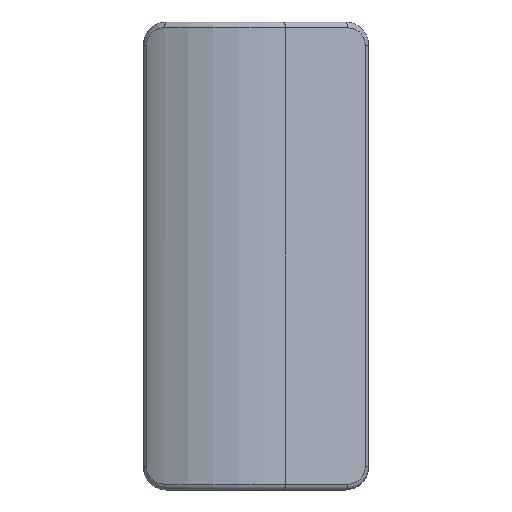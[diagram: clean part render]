
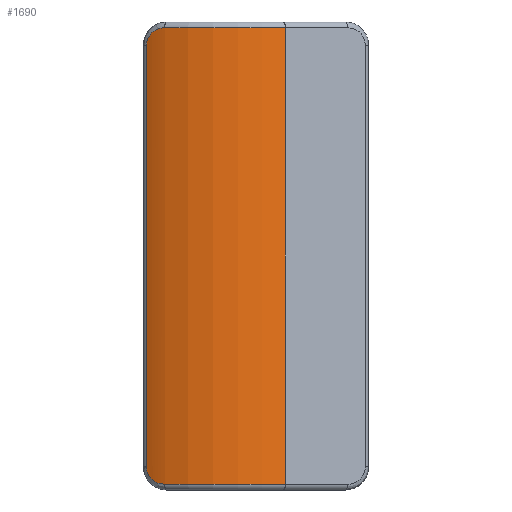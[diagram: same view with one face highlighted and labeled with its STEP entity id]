
A CAD part, left-side view. The second image highlights one B-rep face of the part: STEP entity #1690.
In plain terms, the highlighted cylindrical face has radius 13 mm (diameter 26 mm), a partial arc.
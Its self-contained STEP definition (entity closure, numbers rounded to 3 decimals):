
#67=B_SPLINE_CURVE_WITH_KNOTS('',3,(#2974,#2975,#2976,#2977,#2978),
 .UNSPECIFIED.,.F.,.F.,(4,1,4),(0.,0.106,
0.248),.UNSPECIFIED.);
#69=B_SPLINE_CURVE_WITH_KNOTS('',3,(#3044,#3045,#3046,#3047,#3048),
 .UNSPECIFIED.,.F.,.F.,(4,1,4),(0.981,1.123,1.229),
 .UNSPECIFIED.);
#128=LINE('',#2937,#258);
#131=LINE('',#3054,#261);
#258=VECTOR('',#2189,10.);
#261=VECTOR('',#2204,10.);
#357=CYLINDRICAL_SURFACE('',#1859,13.);
#428=FACE_OUTER_BOUND('',#533,.T.);
#533=EDGE_LOOP('',(#1328,#1329,#1330,#1331,#1332,#1333));
#646=CIRCLE('',#1845,13.);
#650=CIRCLE('',#1851,13.);
#779=VERTEX_POINT('',#2890);
#782=VERTEX_POINT('',#2925);
#783=VERTEX_POINT('',#2929);
#785=VERTEX_POINT('',#2934);
#786=VERTEX_POINT('',#2936);
#788=VERTEX_POINT('',#2966);
#970=EDGE_CURVE('',#782,#783,#646,.T.);
#972=EDGE_CURVE('',#785,#786,#128,.T.);
#977=EDGE_CURVE('',#786,#788,#67,.T.);
#979=EDGE_CURVE('',#783,#785,#69,.T.);
#980=EDGE_CURVE('',#788,#779,#650,.T.);
#983=EDGE_CURVE('',#782,#779,#131,.T.);
#1328=ORIENTED_EDGE('',*,*,#970,.F.);
#1329=ORIENTED_EDGE('',*,*,#983,.T.);
#1330=ORIENTED_EDGE('',*,*,#980,.F.);
#1331=ORIENTED_EDGE('',*,*,#977,.F.);
#1332=ORIENTED_EDGE('',*,*,#972,.F.);
#1333=ORIENTED_EDGE('',*,*,#979,.F.);
#1690=ADVANCED_FACE('',(#428),#357,.T.);
#1845=AXIS2_PLACEMENT_3D('',#2931,#2183,#2184);
#1851=AXIS2_PLACEMENT_3D('',#3050,#2197,#2198);
#1859=AXIS2_PLACEMENT_3D('',#3063,#2218,#2219);
#2183=DIRECTION('center_axis',(0.,0.,
-1.));
#2184=DIRECTION('ref_axis',(-0.999,-0.039,0.));
#2189=DIRECTION('',(0.,0.,1.));
#2197=DIRECTION('center_axis',(0.,0.,
1.));
#2198=DIRECTION('ref_axis',(-0.999,-0.039,0.));
#2204=DIRECTION('',(0.,0.,1.));
#2218=DIRECTION('center_axis',(0.,0.,1.));
#2219=DIRECTION('ref_axis',(-0.903,-0.43,0.));
#2890=CARTESIAN_POINT('',(15.091,-5.34,43.732));
#2925=CARTESIAN_POINT('',(15.091,-5.34,4.4));
#2929=CARTESIAN_POINT('',(14.761,5.083,4.4));
#2931=CARTESIAN_POINT('Origin',(26.829,0.249,4.4));
#2934=CARTESIAN_POINT('',(15.51,6.643,5.9));
#2936=CARTESIAN_POINT('',(15.51,6.643,42.232));
#2937=CARTESIAN_POINT('',(15.51,6.643,3.9));
#2966=CARTESIAN_POINT('',(14.761,5.083,43.732));
#2974=CARTESIAN_POINT('Ctrl Pts',(15.51,6.643,42.232));
#2975=CARTESIAN_POINT('Ctrl Pts',(15.51,6.643,42.586));
#2976=CARTESIAN_POINT('Ctrl Pts',(15.319,6.318,43.391));
#2977=CARTESIAN_POINT('Ctrl Pts',(14.944,5.539,43.732));
#2978=CARTESIAN_POINT('Ctrl Pts',(14.761,5.083,43.732));
#3044=CARTESIAN_POINT('Ctrl Pts',(14.761,5.083,4.4));
#3045=CARTESIAN_POINT('Ctrl Pts',(14.944,5.539,4.4));
#3046=CARTESIAN_POINT('Ctrl Pts',(15.319,6.318,4.741));
#3047=CARTESIAN_POINT('Ctrl Pts',(15.51,6.643,5.546));
#3048=CARTESIAN_POINT('Ctrl Pts',(15.51,6.643,5.9));
#3050=CARTESIAN_POINT('Origin',(26.829,0.249,43.732));
#3054=CARTESIAN_POINT('',(15.091,-5.34,3.9));
#3063=CARTESIAN_POINT('Origin',(26.829,0.249,3.9));
